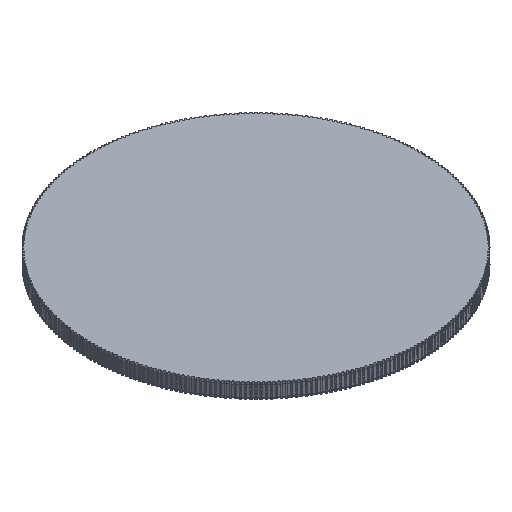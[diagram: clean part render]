
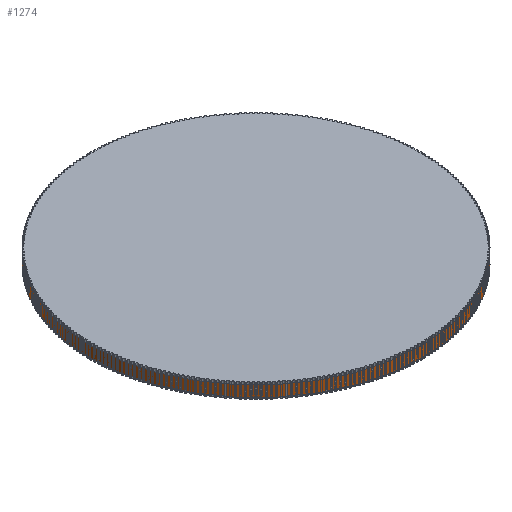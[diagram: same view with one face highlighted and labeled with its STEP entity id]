
A CAD part, isometric view. The second image highlights one B-rep face of the part: STEP entity #1274.
In plain terms, the highlighted cylindrical face has radius 91.673 mm (diameter 183.346 mm), a full revolution.
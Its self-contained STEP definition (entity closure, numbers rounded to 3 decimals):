
#97=FACE_BOUND('',#4736,.T.);
#98=FACE_BOUND('',#4737,.T.);
#1274=ADVANCED_FACE('',(#97,#98),#2427,.T.);
#2427=CYLINDRICAL_SURFACE('',#25487,91.673);
#4736=EDGE_LOOP('',(#13954));
#4737=EDGE_LOOP('',(#13955));
#13954=ORIENTED_EDGE('',*,*,#19718,.T.);
#13955=ORIENTED_EDGE('',*,*,#19719,.T.);
#16260=VERTEX_POINT('',#40480);
#16261=VERTEX_POINT('',#40482);
#19718=EDGE_CURVE('',#16260,#16260,#22024,.T.);
#19719=EDGE_CURVE('',#16261,#16261,#22025,.T.);
#22024=CIRCLE('',#25485,91.673);
#22025=CIRCLE('',#25486,91.673);
#25485=AXIS2_PLACEMENT_3D('',#40479,#33558,#33559);
#25486=AXIS2_PLACEMENT_3D('',#40481,#33560,#33561);
#25487=AXIS2_PLACEMENT_3D('',#40483,#33562,#33563);
#33558=DIRECTION('',(0.,0.,1.));
#33559=DIRECTION('',(1.,0.,0.));
#33560=DIRECTION('',(0.,0.,-1.));
#33561=DIRECTION('',(1.,0.,0.));
#33562=DIRECTION('',(0.,0.,1.));
#33563=DIRECTION('',(1.,0.,0.));
#40479=CARTESIAN_POINT('',(0.,0.,1.));
#40480=CARTESIAN_POINT('',(91.673,0.,1.));
#40481=CARTESIAN_POINT('',(0.,0.,7.));
#40482=CARTESIAN_POINT('',(91.673,0.,7.));
#40483=CARTESIAN_POINT('',(0.,0.,1.));
